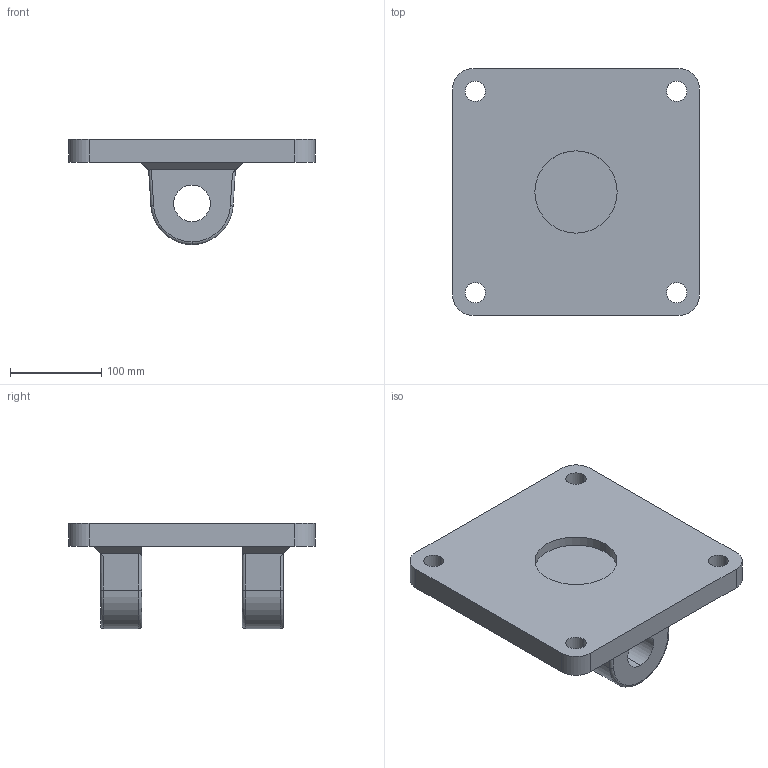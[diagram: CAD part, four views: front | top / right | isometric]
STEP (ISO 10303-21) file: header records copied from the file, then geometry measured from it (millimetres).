
FILE_DESCRIPTION (( 'STEP AP203' ), '1' );
FILE_NAME ('PMB ÇAP 250 EKLEM BAÐ. (SF).STEP', '2008-03-07T08:38:33', ( 'COMPUTER' ), ( '' ), 'SwSTEP 2.0', 'SolidWorks 2004231', '' );
FILE_SCHEMA (( 'CONFIG_CONTROL_DESIGN' ));
Length unit declared in the file: millimetre
Products named in the file (1): PMB  ÇAP 250  EKLEM BAÐ. (SF)
Bounding box: 270 x 270 x 115 mm (x, y, z)
Volume: 2265233 mm3; surface area: 223357 mm2
Topology: 1 solids, 1 shells, 57 faces, 146 edges, 94 vertices
Faces by surface type: cylinder 30, plane 21, torus 6
Entity records: 1841 total; most frequent: CARTESIAN_POINT 322, DIRECTION 314, ORIENTED_EDGE 292, EDGE_CURVE 146, AXIS2_PLACEMENT_3D 118, VERTEX_POINT 94, VECTOR 78, LINE 78
